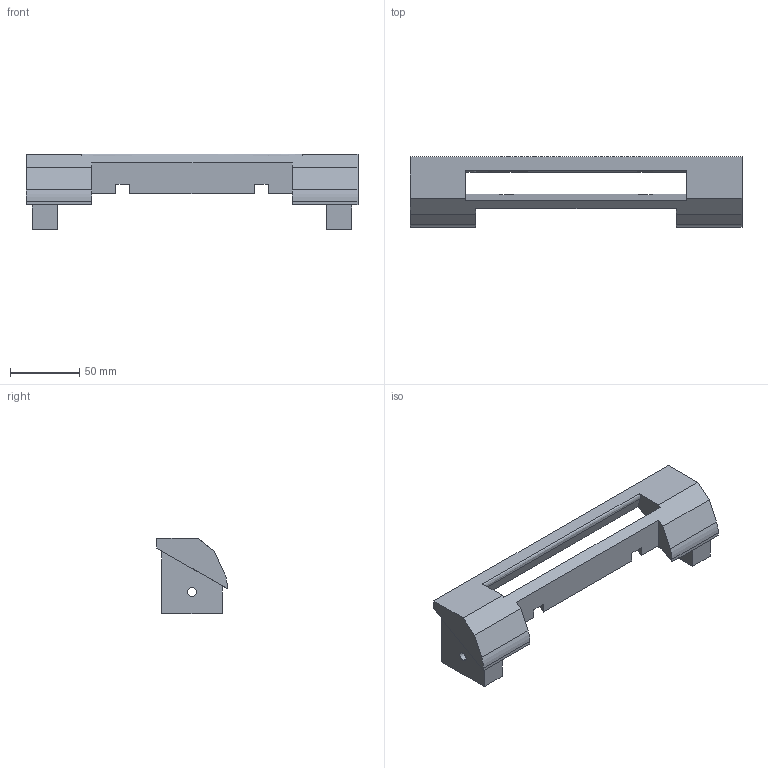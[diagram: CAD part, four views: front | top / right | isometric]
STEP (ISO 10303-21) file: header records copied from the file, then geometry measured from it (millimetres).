
FILE_DESCRIPTION (( 'STEP AP203' ), '1' );
FILE_NAME ('LEDHousing.STEP', '2025-03-27T23:42:02', ( '' ), ( '' ), 'SwSTEP 2.0', 'SolidWorks 2024', '' );
FILE_SCHEMA (( 'CONFIG_CONTROL_DESIGN' ));
Length unit declared in the file: millimetre
Products named in the file (1): LEDHousing
Bounding box: 239.55 x 50.8 x 54.33 mm (x, y, z)
Volume: 169494.6 mm3; surface area: 39402.9 mm2
Topology: 1 solids, 1 shells, 44 faces, 126 edges, 84 vertices
Faces by surface type: plane 37, cylinder 6, bspline 1
Entity records: 1587 total; most frequent: CARTESIAN_POINT 343, ORIENTED_EDGE 252, DIRECTION 222, EDGE_CURVE 126, VECTOR 110, LINE 110, VERTEX_POINT 84, AXIS2_PLACEMENT_3D 56
